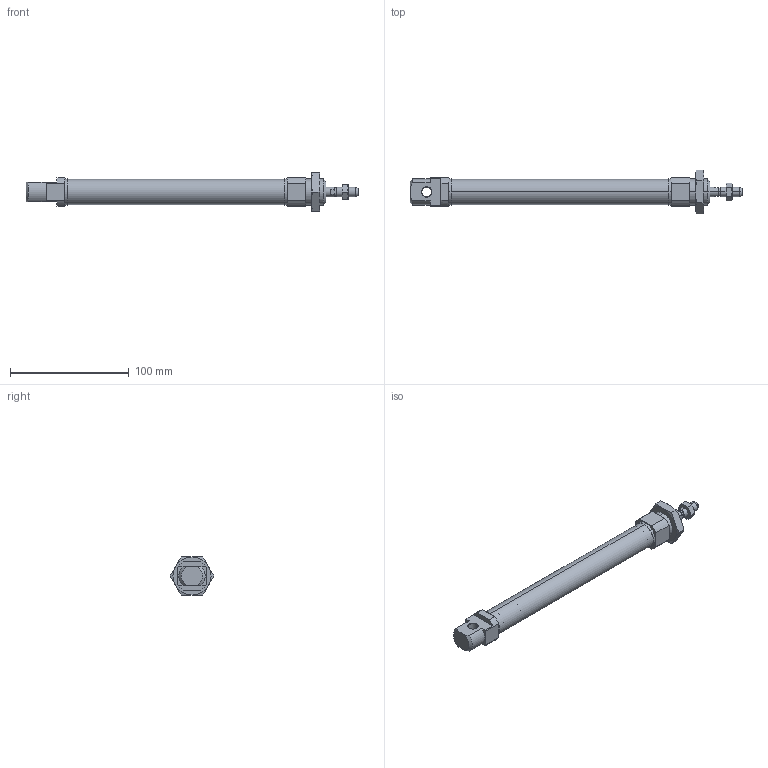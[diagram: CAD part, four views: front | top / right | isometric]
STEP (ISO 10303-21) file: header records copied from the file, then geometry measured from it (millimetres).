
FILE_DESCRIPTION (( 'STEP AP203' ), '1' );
FILE_NAME ('1120200150XP.step', '2025-05-29T12:43:51', ( '' ), ( '' ), 'SwSTEP 2.0', 'SolidWorks 2024', '' );
FILE_SCHEMA (( 'CONFIG_CONTROL_DESIGN' ));
Length unit declared in the file: millimetre
Products named in the file (3): 1120200150XP; 1120200150XP_ROD; 1120200150XP_BODY
Assembly tree (2 placements, depth 2):
  1120200150XP
    1120200150XP_BODY
    1120200150XP_ROD
Bounding box: 279 x 36.95 x 32 mm (x, y, z)
Volume: 57419.9 mm3; surface area: 43580 mm2
Topology: 6 solids, 6 shells, 147 faces, 336 edges, 208 vertices
Faces by surface type: plane 56, cone 46, cylinder 45
Entity records: 4633 total; most frequent: CARTESIAN_POINT 998, DIRECTION 726, ORIENTED_EDGE 672, EDGE_CURVE 336, AXIS2_PLACEMENT_3D 296, VERTEX_POINT 208, EDGE_LOOP 166, ADVANCED_FACE 147
